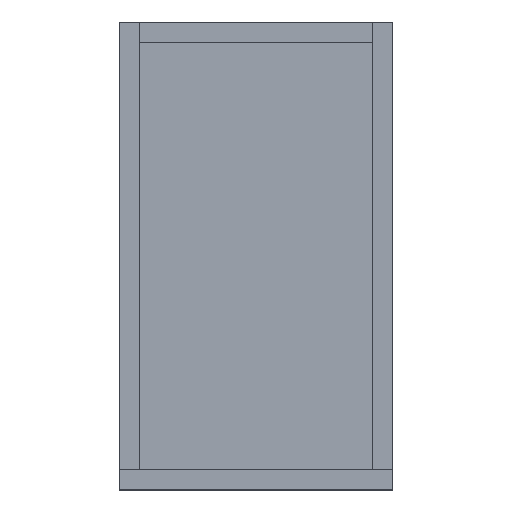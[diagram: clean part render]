
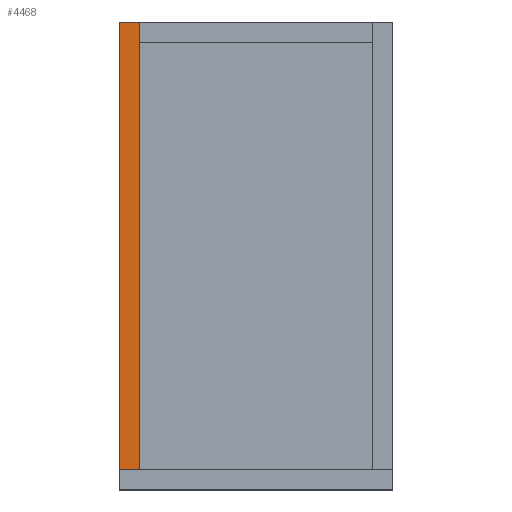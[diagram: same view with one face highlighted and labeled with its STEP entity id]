
A CAD part, top view. The second image highlights one B-rep face of the part: STEP entity #4468.
In plain terms, the highlighted planar face has unit normal (0, 0, 1).
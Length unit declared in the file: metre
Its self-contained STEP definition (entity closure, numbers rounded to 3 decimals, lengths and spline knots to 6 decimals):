
#152=ORIENTED_EDGE('',*,*,#1448,.F.);
#153=ORIENTED_EDGE('',*,*,#1365,.F.);
#154=ORIENTED_EDGE('',*,*,#1343,.F.);
#155=ORIENTED_EDGE('',*,*,#1434,.T.);
#1343=EDGE_CURVE('',#2003,#2000,#2443,.T.);
#1365=EDGE_CURVE('',#2000,#2023,#2465,.T.);
#1434=EDGE_CURVE('',#2003,#2083,#2534,.T.);
#1448=EDGE_CURVE('',#2023,#2083,#2548,.T.);
#2000=VERTEX_POINT('',#6111);
#2003=VERTEX_POINT('',#6116);
#2023=VERTEX_POINT('',#6162);
#2083=VERTEX_POINT('',#6294);
#2443=LINE('',#6117,#3103);
#2465=LINE('',#6161,#3125);
#2534=LINE('',#6295,#3194);
#2548=LINE('',#6316,#3208);
#3103=VECTOR('',#4985,1.);
#3125=VECTOR('',#5013,1.);
#3194=VECTOR('',#5090,1.);
#3208=VECTOR('',#5118,1.);
#3774=EDGE_LOOP('',(#152,#153,#154,#155));
#4006=FACE_BOUND('',#3774,.T.);
#4238=PLANE('',#4758);
#4468=ADVANCED_FACE('',(#4006),#4238,.T.);
#4758=AXIS2_PLACEMENT_3D('',#6315,#5116,#5117);
#4985=DIRECTION('',(1.,0.,0.));
#5013=DIRECTION('',(0.,-1.,0.));
#5090=DIRECTION('',(0.,-1.,0.));
#5116=DIRECTION('',(0.,0.,1.));
#5117=DIRECTION('',(1.,0.,0.));
#5118=DIRECTION('',(-1.,0.,0.));
#6111=CARTESIAN_POINT('',(-0.0175,0.035,0.025));
#6116=CARTESIAN_POINT('',(-0.0205,0.035,0.025));
#6117=CARTESIAN_POINT('',(-0.019,0.035,0.025));
#6161=CARTESIAN_POINT('',(-0.0175,0.,0.025));
#6162=CARTESIAN_POINT('',(-0.0175,-0.032,0.025));
#6294=CARTESIAN_POINT('',(-0.0205,-0.032,0.025));
#6295=CARTESIAN_POINT('',(-0.0205,0.,0.025));
#6315=CARTESIAN_POINT('',(-0.019,0.,0.025));
#6316=CARTESIAN_POINT('',(0.,-0.032,0.025));
